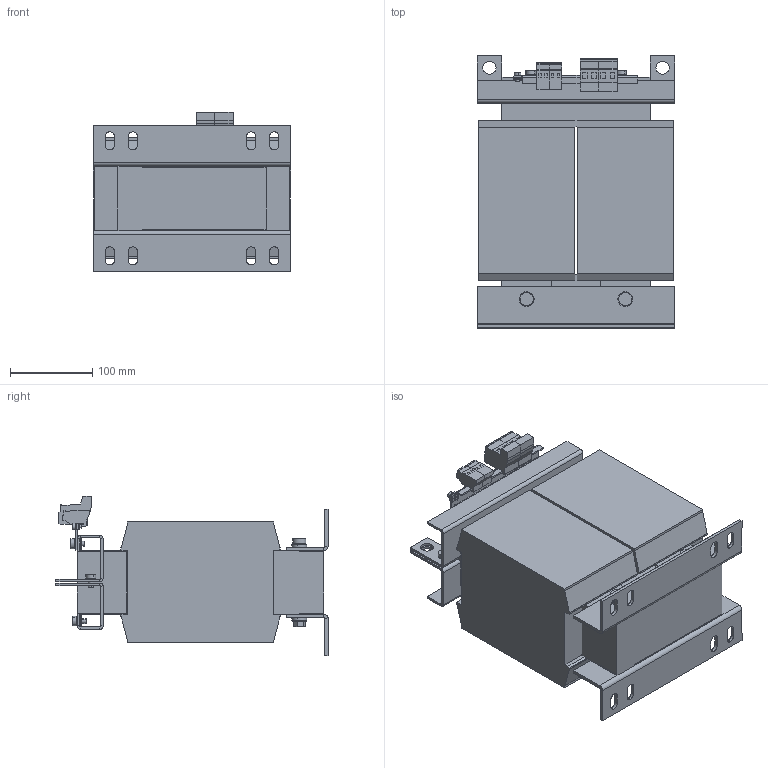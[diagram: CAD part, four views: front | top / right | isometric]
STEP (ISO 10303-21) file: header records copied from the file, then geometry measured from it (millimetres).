
FILE_DESCRIPTION (( 'STEP AP214' ), '1' );
FILE_NAME ('274881.STEP', '2020-08-28T09:27:44', ( '' ), ( '' ), 'SwSTEP 2.0', 'SolidWorks 2018', '' );
FILE_SCHEMA (( 'AUTOMOTIVE_DESIGN' ));
Length unit declared in the file: millimetre
Products named in the file (1): 274881
Bounding box: 240 x 331 x 193.55 mm (x, y, z)
Volume: 8308285.9 mm3; surface area: 538401.3 mm2
Topology: 1 solids, 1 shells, 645 faces, 1617 edges, 1005 vertices
Faces by surface type: plane 481, cylinder 156, torus 4, cone 4
Entity records: 19089 total; most frequent: CARTESIAN_POINT 3372, ORIENTED_EDGE 3234, DIRECTION 3217, EDGE_CURVE 1617, VECTOR 1277, LINE 1277, VERTEX_POINT 1005, AXIS2_PLACEMENT_3D 970
